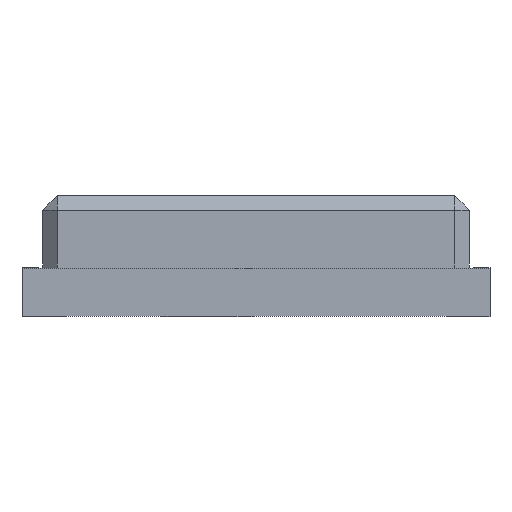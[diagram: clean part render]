
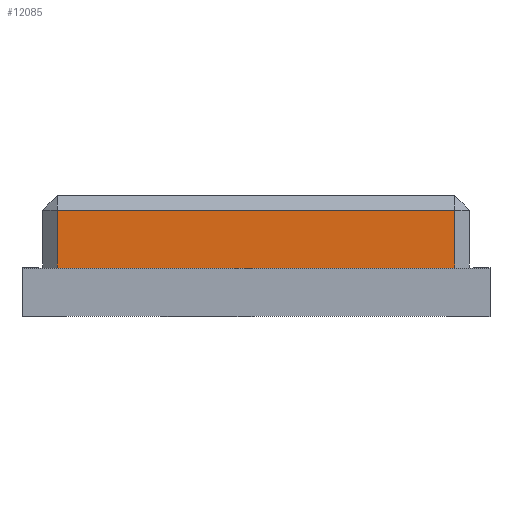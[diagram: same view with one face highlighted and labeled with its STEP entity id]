
A CAD part, front view. The second image highlights one B-rep face of the part: STEP entity #12085.
In plain terms, the highlighted planar face has unit normal (0, -1, 0).
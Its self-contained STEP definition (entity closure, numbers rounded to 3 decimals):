
#11703=CARTESIAN_POINT('',(-4.12,-4.59,1.2));
#11704=VERTEX_POINT('',#11703);
#11727=CARTESIAN_POINT('',(-4.12,-4.59,0.0));
#11728=VERTEX_POINT('',#11727);
#11735=CARTESIAN_POINT('',(-4.12,-4.59,0.0));
#11736=DIRECTION('',(0.0,0.0,1.0));
#11737=VECTOR('',#11736,1.2);
#11738=LINE('',#11735,#11737);
#11739=EDGE_CURVE('',#11728,#11704,#11738,.T.);
#11756=CARTESIAN_POINT('',(4.12,-4.59,1.2));
#11757=VERTEX_POINT('',#11756);
#11786=CARTESIAN_POINT('',(4.12,-4.59,0.0));
#11787=VERTEX_POINT('',#11786);
#11803=CARTESIAN_POINT('',(4.12,-4.59,1.2));
#11804=DIRECTION('',(0.0,0.0,-1.0));
#11805=VECTOR('',#11804,1.2);
#11806=LINE('',#11803,#11805);
#11807=EDGE_CURVE('',#11757,#11787,#11806,.T.);
#11993=CARTESIAN_POINT('',(-4.12,-4.59,1.2));
#11994=DIRECTION('',(1.0,0.0,0.0));
#11995=VECTOR('',#11994,8.24);
#11996=LINE('',#11993,#11995);
#11997=EDGE_CURVE('',#11704,#11757,#11996,.T.);
#12053=CARTESIAN_POINT('',(4.12,-4.59,0.0));
#12054=DIRECTION('',(-1.0,0.0,0.0));
#12055=VECTOR('',#12054,8.24);
#12056=LINE('',#12053,#12055);
#12057=EDGE_CURVE('',#11787,#11728,#12056,.T.);
#12074=CARTESIAN_POINT('',(-4.42,-4.59,0.0));
#12075=DIRECTION('',(0.0,-1.0,0.0));
#12076=DIRECTION('',(1.0,0.0,0.0));
#12077=AXIS2_PLACEMENT_3D('',#12074,#12075,#12076);
#12078=PLANE('',#12077);
#12079=ORIENTED_EDGE('',*,*,#11739,.F.);
#12080=ORIENTED_EDGE('',*,*,#12057,.F.);
#12081=ORIENTED_EDGE('',*,*,#11807,.F.);
#12082=ORIENTED_EDGE('',*,*,#11997,.F.);
#12083=EDGE_LOOP('',(#12079,#12080,#12081,#12082));
#12084=FACE_OUTER_BOUND('',#12083,.T.);
#12085=ADVANCED_FACE('',(#12084),#12078,.T.);
